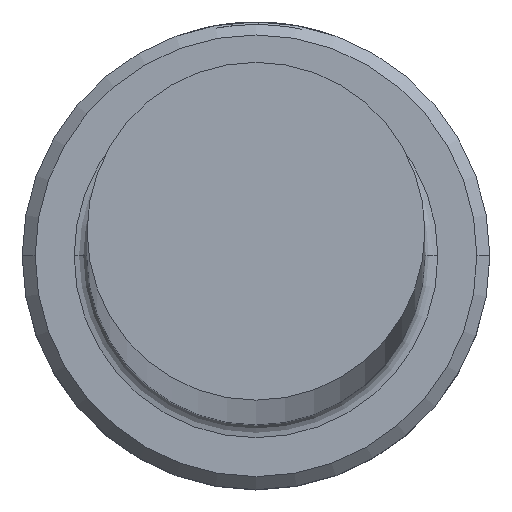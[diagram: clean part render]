
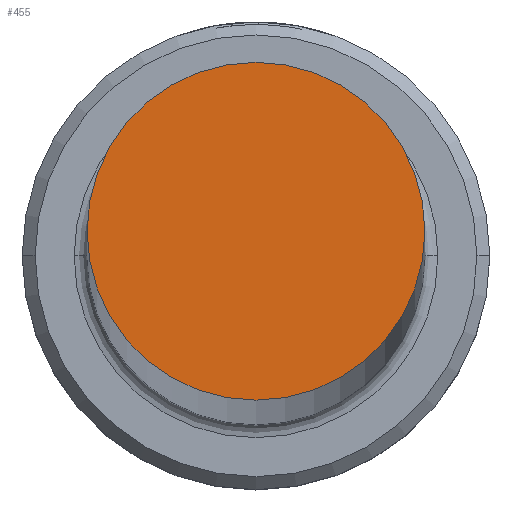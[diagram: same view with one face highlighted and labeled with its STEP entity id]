
A CAD part, top view. The second image highlights one B-rep face of the part: STEP entity #455.
In plain terms, the highlighted planar face has unit normal (0, 0, 1).
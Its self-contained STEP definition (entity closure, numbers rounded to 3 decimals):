
#85 = DIRECTION ( 'NONE',  ( 1., 0., 0. ) ) ;
#215 = AXIS2_PLACEMENT_3D ( 'NONE', #681, #392, #1047 ) ;
#343 = CARTESIAN_POINT ( 'NONE',  ( 6.5, 0., 550. ) ) ;
#392 = DIRECTION ( 'NONE',  ( 0., 0., 1. ) ) ;
#393 = CIRCLE ( 'NONE', #1091, 6.5 ) ;
#404 = DIRECTION ( 'NONE',  ( 0., 0., 1. ) ) ;
#417 = VERTEX_POINT ( 'NONE', #343 ) ;
#455 = ADVANCED_FACE ( 'NONE', ( #855 ), #582, .T. ) ;
#495 = CARTESIAN_POINT ( 'NONE',  ( -6.5, 0., 550. ) ) ;
#523 = ORIENTED_EDGE ( 'NONE', *, *, #997, .T. ) ;
#582 = PLANE ( 'NONE',  #215 ) ;
#647 = DIRECTION ( 'NONE',  ( 0., 0., 1. ) ) ;
#681 = CARTESIAN_POINT ( 'NONE',  ( 0., 0., 550. ) ) ;
#734 = AXIS2_PLACEMENT_3D ( 'NONE', #1182, #647, #85 ) ;
#791 = EDGE_LOOP ( 'NONE', ( #889, #523 ) ) ;
#855 = FACE_OUTER_BOUND ( 'NONE', #791, .T. ) ;
#870 = EDGE_CURVE ( 'NONE', #1021, #417, #953, .T. ) ;
#889 = ORIENTED_EDGE ( 'NONE', *, *, #870, .T. ) ;
#953 = CIRCLE ( 'NONE', #734, 6.5 ) ;
#966 = CARTESIAN_POINT ( 'NONE',  ( 0., 0., 550. ) ) ;
#997 = EDGE_CURVE ( 'NONE', #417, #1021, #393, .T. ) ;
#1021 = VERTEX_POINT ( 'NONE', #495 ) ;
#1047 = DIRECTION ( 'NONE',  ( 1., 0., 0. ) ) ;
#1054 = DIRECTION ( 'NONE',  ( 1., 0., 0. ) ) ;
#1091 = AXIS2_PLACEMENT_3D ( 'NONE', #966, #404, #1054 ) ;
#1182 = CARTESIAN_POINT ( 'NONE',  ( 0., 0., 550. ) ) ;
